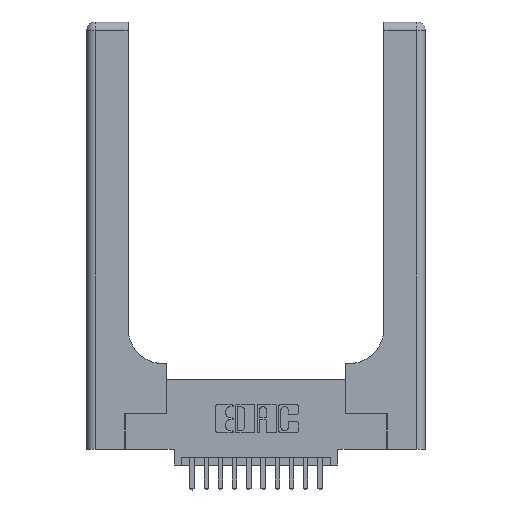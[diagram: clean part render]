
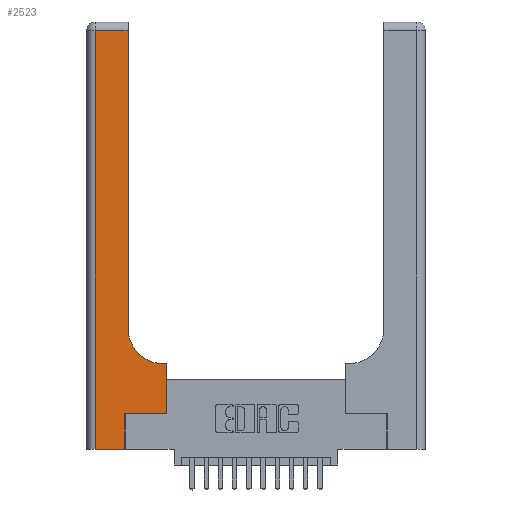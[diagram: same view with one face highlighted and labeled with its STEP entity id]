
A CAD part, top view. The second image highlights one B-rep face of the part: STEP entity #2523.
In plain terms, the highlighted planar face has unit normal (0, 0, 1).
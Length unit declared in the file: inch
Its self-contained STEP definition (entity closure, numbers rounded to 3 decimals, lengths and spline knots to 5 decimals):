
#81 = VERTEX_POINT ( 'NONE', #7266 ) ;
#237 = CARTESIAN_POINT ( 'NONE',  ( 0.269, 0.25, 0.37 ) ) ;
#286 = VECTOR ( 'NONE', #6537, 39.37008 ) ;
#571 = ORIENTED_EDGE ( 'NONE', *, *, #16033, .T. ) ;
#620 = DIRECTION ( 'NONE',  ( 0., 0., -1. ) ) ;
#1154 = VECTOR ( 'NONE', #5019, 39.37008 ) ;
#1336 = VECTOR ( 'NONE', #11878, 39.37008 ) ;
#1380 = AXIS2_PLACEMENT_3D ( 'NONE', #10291, #620, #11475 ) ;
#2021 = LINE ( 'NONE', #14387, #1154 ) ;
#2442 = CARTESIAN_POINT ( 'NONE',  ( 0.06, 3., 0.37 ) ) ;
#2523 = ADVANCED_FACE ( 'NONE', ( #12424 ), #4515, .F. ) ;
#2665 = DIRECTION ( 'NONE',  ( 1., 0., 0. ) ) ;
#2785 = ORIENTED_EDGE ( 'NONE', *, *, #5038, .T. ) ;
#3653 = EDGE_LOOP ( 'NONE', ( #7936, #571, #8113, #9961, #17536, #2785, #8369, #17416, #8979 ) ) ;
#3870 = VERTEX_POINT ( 'NONE', #6323 ) ;
#3990 = EDGE_CURVE ( 'NONE', #5072, #16314, #2021, .T. ) ;
#4515 = PLANE ( 'NONE',  #8582 ) ;
#5019 = DIRECTION ( 'NONE',  ( 0., 1., 0. ) ) ;
#5038 = EDGE_CURVE ( 'NONE', #16314, #5745, #5401, .T. ) ;
#5072 = VERTEX_POINT ( 'NONE', #14603 ) ;
#5401 = LINE ( 'NONE', #6471, #1336 ) ;
#5523 = CARTESIAN_POINT ( 'NONE',  ( 0.5415, 0.6, 0.37 ) ) ;
#5718 = EDGE_CURVE ( 'NONE', #12908, #14384, #14438, .T. ) ;
#5745 = VERTEX_POINT ( 'NONE', #6317 ) ;
#6317 = CARTESIAN_POINT ( 'NONE',  ( 0.5585, 0.25, 0.37 ) ) ;
#6323 = CARTESIAN_POINT ( 'NONE',  ( 0.2915, 2.94, 0.37 ) ) ;
#6471 = CARTESIAN_POINT ( 'NONE',  ( 0.269, 0.25, 0.37 ) ) ;
#6537 = DIRECTION ( 'NONE',  ( 0., -1., 0. ) ) ;
#6567 = VECTOR ( 'NONE', #13015, 39.37008 ) ;
#7043 = VECTOR ( 'NONE', #8752, 39.37008 ) ;
#7266 = CARTESIAN_POINT ( 'NONE',  ( 0.2915, 0.85, 0.37 ) ) ;
#7272 = VECTOR ( 'NONE', #10102, 39.37008 ) ;
#7651 = EDGE_CURVE ( 'NONE', #81, #3870, #12455, .T. ) ;
#7936 = ORIENTED_EDGE ( 'NONE', *, *, #7651, .T. ) ;
#8113 = ORIENTED_EDGE ( 'NONE', *, *, #13611, .T. ) ;
#8369 = ORIENTED_EDGE ( 'NONE', *, *, #16074, .T. ) ;
#8582 = AXIS2_PLACEMENT_3D ( 'NONE', #11487, #12838, #16648 ) ;
#8752 = DIRECTION ( 'NONE',  ( -1., 0., 0. ) ) ;
#8814 = DIRECTION ( 'NONE',  ( 0., 1., 0. ) ) ;
#8949 = CARTESIAN_POINT ( 'NONE',  ( 0.2915, 3., 0.37 ) ) ;
#8979 = ORIENTED_EDGE ( 'NONE', *, *, #12848, .T. ) ;
#9961 = ORIENTED_EDGE ( 'NONE', *, *, #16865, .T. ) ;
#10102 = DIRECTION ( 'NONE',  ( -1., 0., 0. ) ) ;
#10291 = CARTESIAN_POINT ( 'NONE',  ( 0.5415, 0.85, 0.37 ) ) ;
#10788 = CARTESIAN_POINT ( 'NONE',  ( 0., 0., 0.37 ) ) ;
#11475 = DIRECTION ( 'NONE',  ( 1., 0., 0. ) ) ;
#11487 = CARTESIAN_POINT ( 'NONE',  ( 0., 3., 0.37 ) ) ;
#11574 = CARTESIAN_POINT ( 'NONE',  ( 0., 2.94, 0.37 ) ) ;
#11635 = CARTESIAN_POINT ( 'NONE',  ( 0.5585, 0.6, 0.37 ) ) ;
#11878 = DIRECTION ( 'NONE',  ( 1., 0., 0. ) ) ;
#12104 = LINE ( 'NONE', #11574, #7043 ) ;
#12424 = FACE_OUTER_BOUND ( 'NONE', #3653, .T. ) ;
#12455 = LINE ( 'NONE', #8949, #6567 ) ;
#12647 = CARTESIAN_POINT ( 'NONE',  ( 0.06, 2.94, 0.37 ) ) ;
#12825 = VERTEX_POINT ( 'NONE', #12647 ) ;
#12838 = DIRECTION ( 'NONE',  ( 0., 0., -1. ) ) ;
#12848 = EDGE_CURVE ( 'NONE', #14384, #81, #16247, .T. ) ;
#12908 = VERTEX_POINT ( 'NONE', #11635 ) ;
#13015 = DIRECTION ( 'NONE',  ( 0., 1., 0. ) ) ;
#13611 = EDGE_CURVE ( 'NONE', #12825, #16327, #17070, .T. ) ;
#13679 = VECTOR ( 'NONE', #2665, 39.37008 ) ;
#13892 = LINE ( 'NONE', #10788, #13679 ) ;
#14384 = VERTEX_POINT ( 'NONE', #5523 ) ;
#14387 = CARTESIAN_POINT ( 'NONE',  ( 0.269, 0., 0.37 ) ) ;
#14438 = LINE ( 'NONE', #15494, #7272 ) ;
#14603 = CARTESIAN_POINT ( 'NONE',  ( 0.269, 0., 0.37 ) ) ;
#15299 = LINE ( 'NONE', #15673, #17217 ) ;
#15494 = CARTESIAN_POINT ( 'NONE',  ( 0.2915, 0.6, 0.37 ) ) ;
#15673 = CARTESIAN_POINT ( 'NONE',  ( 0.5585, 0.25, 0.37 ) ) ;
#16033 = EDGE_CURVE ( 'NONE', #3870, #12825, #12104, .T. ) ;
#16074 = EDGE_CURVE ( 'NONE', #5745, #12908, #15299, .T. ) ;
#16088 = CARTESIAN_POINT ( 'NONE',  ( 0.06, 0., 0.37 ) ) ;
#16247 = CIRCLE ( 'NONE', #1380, 0.25 ) ;
#16314 = VERTEX_POINT ( 'NONE', #237 ) ;
#16327 = VERTEX_POINT ( 'NONE', #16088 ) ;
#16648 = DIRECTION ( 'NONE',  ( -1., 0., 0. ) ) ;
#16865 = EDGE_CURVE ( 'NONE', #16327, #5072, #13892, .T. ) ;
#17070 = LINE ( 'NONE', #2442, #286 ) ;
#17217 = VECTOR ( 'NONE', #8814, 39.37008 ) ;
#17416 = ORIENTED_EDGE ( 'NONE', *, *, #5718, .T. ) ;
#17536 = ORIENTED_EDGE ( 'NONE', *, *, #3990, .T. ) ;
